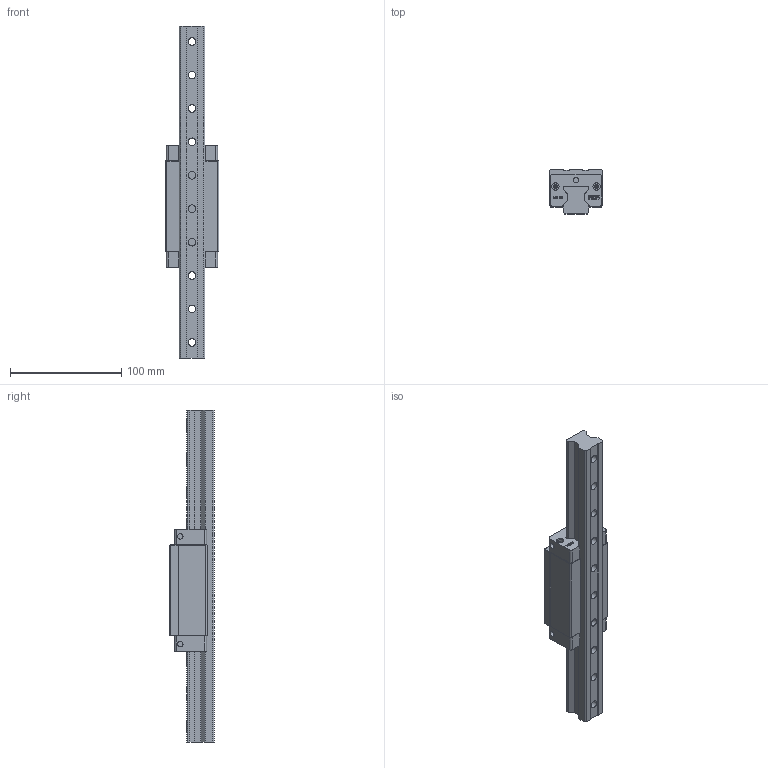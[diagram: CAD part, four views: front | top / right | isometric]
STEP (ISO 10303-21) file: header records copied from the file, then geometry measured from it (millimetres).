
FILE_DESCRIPTION((''),'2;1');
FILE_NAME('Pattino MG25 SL clienti.stp','2009-01-14T11:24:00',('ufficiotecnicodue'),(''),'Autodesk Inventor 2008','Autodesk Inventor 2008','');
FILE_SCHEMA(('AUTOMOTIVE_DESIGN { 1 0 10303 214 1 1 1 1 }'));
Length unit declared in the file: millimetre
Products named in the file (4): Pattino MG25 SL clienti; Monoguida 25 clienti; Pattino MG SL25 clienti; TC25 clienti
Assembly tree (4 placements, depth 2):
  Pattino MG25 SL clienti
    Monoguida 25 clienti
    Pattino MG SL25 clienti
    TC25 clienti  x2
Bounding box: 48 x 40 x 298 mm (x, y, z)
Volume: 251621 mm3; surface area: 70441.7 mm2
Topology: 4 solids, 8 shells, 694 faces, 1850 edges, 1212 vertices
Faces by surface type: plane 442, bspline 162, cylinder 82, cone 8
Full cylindrical faces by diameter (mm): 0.774 x2, 2.128 x2, 2.459 x2, 3.5 x4, 4.917 x2, 8 x2, 10 x2
Entity records: 14139 total; most frequent: CARTESIAN_POINT 4361, ORIENTED_EDGE 2038, DIRECTION 1740, EDGE_CURVE 1019, VECTOR 756, LINE 756, VERTEX_POINT 693, EDGE_LOOP 540
